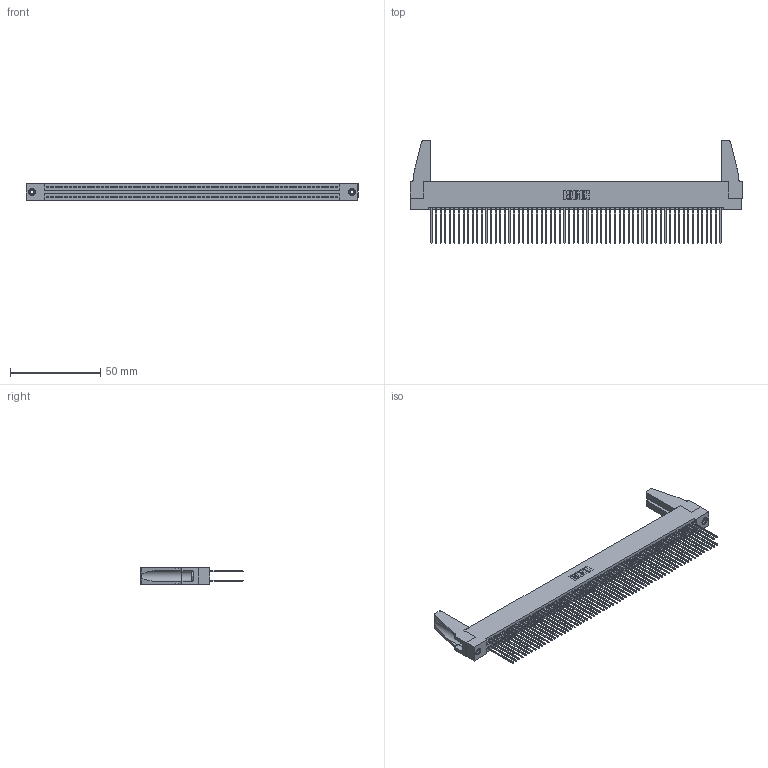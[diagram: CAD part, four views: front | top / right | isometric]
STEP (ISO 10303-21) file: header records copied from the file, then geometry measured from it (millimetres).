
FILE_DESCRIPTION (( 'STEP AP203' ), '1' );
FILE_NAME ('395-128-541-288.STEP', '2019-10-28T19:11:40', ( '' ), ( '' ), 'SwSTEP 2.0', 'SolidWorks 2016', '' );
FILE_SCHEMA (( 'CONFIG_CONTROL_DESIGN' ));
Length unit declared in the file: inch
Products named in the file (5): 345 Part_Flush Mounting Lugs - 0.156 Dia-TH; 345-292-001_345-293-141; 345-250-001_345-250-001-102; 345-220-078_345-220-088; 395-128-541-288
Assembly tree (133 placements, depth 2):
  395-128-541-288
    345 Part_Flush Mounting Lugs - 0.156 Dia-TH
    345-292-001_345-293-141  x128
    345-250-001_345-250-001-102  x2
    345-220-078_345-220-088  x2
Bounding box: 183.79 x 56.82 x 9.4 mm (x, y, z)
Volume: 22045 mm3; surface area: 34778.8 mm2
Topology: 133 solids, 133 shells, 6650 faces, 19727 edges, 12970 vertices
Faces by surface type: plane 4376, cylinder 2258, cone 12, torus 4
Entity records: 49420 total; most frequent: CARTESIAN_POINT 8258, ORIENTED_EDGE 8152, DIRECTION 7260, EDGE_CURVE 4076, LINE 3646, VECTOR 3646, VERTEX_POINT 2710, AXIS2_PLACEMENT_3D 1807
